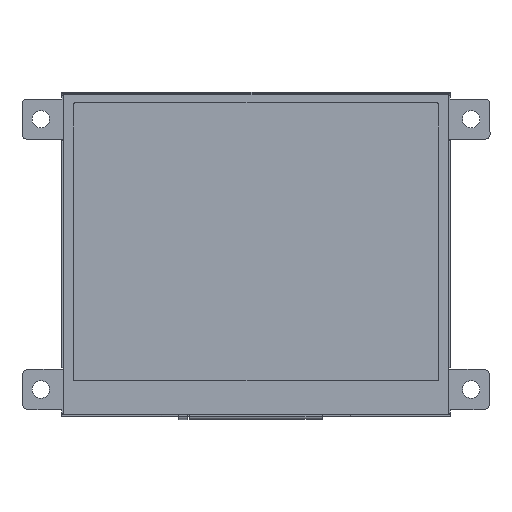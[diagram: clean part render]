
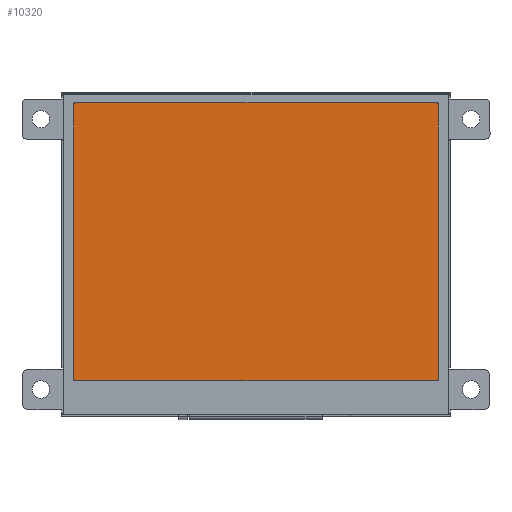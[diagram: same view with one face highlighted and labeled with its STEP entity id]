
A CAD part, top view. The second image highlights one B-rep face of the part: STEP entity #10320.
In plain terms, the highlighted planar face has unit normal (0, 0, 1).
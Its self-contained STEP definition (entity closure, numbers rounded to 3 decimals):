
#473=FACE_OUTER_BOUND('',#1103,.T.);
#1103=EDGE_LOOP('',(#6803,#6804,#6805,#6806,#6807,#6808,#6809,#6810));
#1754=LINE('',#14985,#2987);
#1755=LINE('',#14989,#2988);
#1756=LINE('',#14993,#2989);
#1757=LINE('',#14996,#2990);
#2987=VECTOR('',#12059,10.);
#2988=VECTOR('',#12062,10.);
#2989=VECTOR('',#12065,10.);
#2990=VECTOR('',#12068,10.);
#4220=CIRCLE('',#11204,0.2);
#4221=CIRCLE('',#11205,0.2);
#4222=CIRCLE('',#11206,0.2);
#4223=CIRCLE('',#11207,0.2);
#4420=VERTEX_POINT('',#14981);
#4421=VERTEX_POINT('',#14982);
#4422=VERTEX_POINT('',#14984);
#4423=VERTEX_POINT('',#14986);
#4424=VERTEX_POINT('',#14988);
#4425=VERTEX_POINT('',#14990);
#4426=VERTEX_POINT('',#14992);
#4427=VERTEX_POINT('',#14994);
#5368=EDGE_CURVE('',#4420,#4421,#4220,.T.);
#5369=EDGE_CURVE('',#4422,#4420,#1754,.T.);
#5370=EDGE_CURVE('',#4423,#4422,#4221,.T.);
#5371=EDGE_CURVE('',#4424,#4423,#1755,.T.);
#5372=EDGE_CURVE('',#4425,#4424,#4222,.T.);
#5373=EDGE_CURVE('',#4426,#4425,#1756,.T.);
#5374=EDGE_CURVE('',#4427,#4426,#4223,.T.);
#5375=EDGE_CURVE('',#4421,#4427,#1757,.T.);
#6803=ORIENTED_EDGE('',*,*,#5368,.F.);
#6804=ORIENTED_EDGE('',*,*,#5369,.F.);
#6805=ORIENTED_EDGE('',*,*,#5370,.F.);
#6806=ORIENTED_EDGE('',*,*,#5371,.F.);
#6807=ORIENTED_EDGE('',*,*,#5372,.F.);
#6808=ORIENTED_EDGE('',*,*,#5373,.F.);
#6809=ORIENTED_EDGE('',*,*,#5374,.F.);
#6810=ORIENTED_EDGE('',*,*,#5375,.F.);
#9673=PLANE('',#11203);
#10320=ADVANCED_FACE('',(#473),#9673,.T.);
#11203=AXIS2_PLACEMENT_3D('',#14980,#12055,#12056);
#11204=AXIS2_PLACEMENT_3D('',#14983,#12057,#12058);
#11205=AXIS2_PLACEMENT_3D('',#14987,#12060,#12061);
#11206=AXIS2_PLACEMENT_3D('',#14991,#12063,#12064);
#11207=AXIS2_PLACEMENT_3D('',#14995,#12066,#12067);
#12055=DIRECTION('center_axis',(0.,0.,1.));
#12056=DIRECTION('ref_axis',(1.,0.,0.));
#12057=DIRECTION('center_axis',(0.,0.,-1.));
#12058=DIRECTION('ref_axis',(0.,-1.,0.));
#12059=DIRECTION('',(0.,-1.,0.));
#12060=DIRECTION('center_axis',(0.,0.,-1.));
#12061=DIRECTION('ref_axis',(1.,0.,0.));
#12062=DIRECTION('',(1.,0.,0.));
#12063=DIRECTION('center_axis',(0.,0.,-1.));
#12064=DIRECTION('ref_axis',(0.,1.,0.));
#12065=DIRECTION('',(0.,1.,0.));
#12066=DIRECTION('center_axis',(0.,0.,-1.));
#12067=DIRECTION('ref_axis',(-1.,0.,0.));
#12068=DIRECTION('',(-1.,0.,0.));
#14980=CARTESIAN_POINT('Origin',(2495.859,2238.845,2.85));
#14981=CARTESIAN_POINT('',(2532.259,2211.295,2.85));
#14982=CARTESIAN_POINT('',(2532.059,2211.095,2.85));
#14983=CARTESIAN_POINT('Origin',(2532.059,2211.295,2.85));
#14984=CARTESIAN_POINT('',(2532.259,2266.395,2.85));
#14985=CARTESIAN_POINT('',(2532.259,2225.07,2.85));
#14986=CARTESIAN_POINT('',(2532.059,2266.595,2.85));
#14987=CARTESIAN_POINT('Origin',(2532.059,2266.395,2.85));
#14988=CARTESIAN_POINT('',(2459.659,2266.595,2.85));
#14989=CARTESIAN_POINT('',(2513.959,2266.595,2.85));
#14990=CARTESIAN_POINT('',(2459.459,2266.395,2.85));
#14991=CARTESIAN_POINT('Origin',(2459.659,2266.395,2.85));
#14992=CARTESIAN_POINT('',(2459.459,2211.295,2.85));
#14993=CARTESIAN_POINT('',(2459.459,2252.62,2.85));
#14994=CARTESIAN_POINT('',(2459.659,2211.095,2.85));
#14995=CARTESIAN_POINT('Origin',(2459.659,2211.295,2.85));
#14996=CARTESIAN_POINT('',(2477.759,2211.095,2.85));
